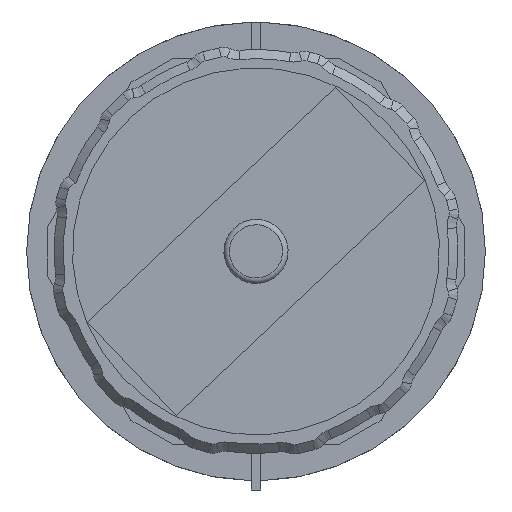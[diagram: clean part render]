
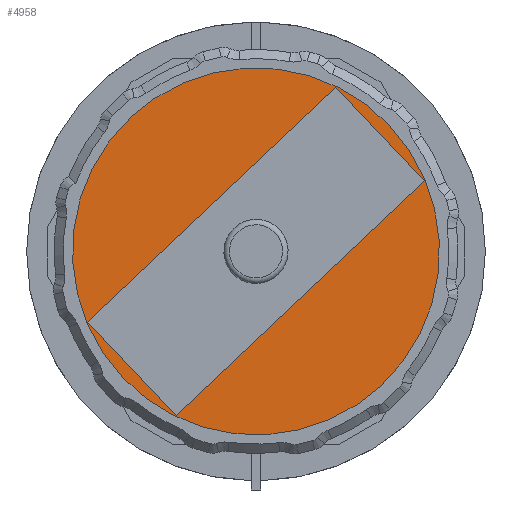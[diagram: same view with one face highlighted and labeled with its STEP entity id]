
A CAD part, front view. The second image highlights one B-rep face of the part: STEP entity #4958.
In plain terms, the highlighted planar face has unit normal (0, -1, 0).
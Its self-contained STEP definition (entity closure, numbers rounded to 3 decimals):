
#87=FACE_BOUND('',#802,.T.);
#256=PLANE('',#5579);
#509=FACE_OUTER_BOUND('',#801,.T.);
#801=EDGE_LOOP('',(#3884));
#802=EDGE_LOOP('',(#3885,#3886,#3887,#3888));
#1147=LINE('',#8034,#1556);
#1151=LINE('',#8042,#1560);
#1154=LINE('',#8048,#1563);
#1157=LINE('',#8053,#1566);
#1556=VECTOR('',#6643,10.);
#1560=VECTOR('',#6649,10.);
#1563=VECTOR('',#6654,10.);
#1566=VECTOR('',#6659,10.);
#1977=CIRCLE('',#5578,10.);
#2263=VERTEX_POINT('',#8032);
#2264=VERTEX_POINT('',#8033);
#2267=VERTEX_POINT('',#8041);
#2269=VERTEX_POINT('',#8047);
#2271=VERTEX_POINT('',#8057);
#2836=EDGE_CURVE('',#2263,#2264,#1147,.T.);
#2840=EDGE_CURVE('',#2264,#2267,#1151,.T.);
#2843=EDGE_CURVE('',#2267,#2269,#1154,.T.);
#2846=EDGE_CURVE('',#2269,#2263,#1157,.T.);
#2848=EDGE_CURVE('',#2271,#2271,#1977,.T.);
#3884=ORIENTED_EDGE('',*,*,#2848,.T.);
#3885=ORIENTED_EDGE('',*,*,#2836,.T.);
#3886=ORIENTED_EDGE('',*,*,#2840,.T.);
#3887=ORIENTED_EDGE('',*,*,#2843,.T.);
#3888=ORIENTED_EDGE('',*,*,#2846,.T.);
#4958=ADVANCED_FACE('',(#509,#87),#256,.F.);
#5578=AXIS2_PLACEMENT_3D('',#8058,#6665,#6666);
#5579=AXIS2_PLACEMENT_3D('',#8059,#6667,#6668);
#6643=DIRECTION('',(0.,0.,1.));
#6649=DIRECTION('',(1.,0.,0.));
#6654=DIRECTION('',(0.,0.,-1.));
#6659=DIRECTION('',(-1.,0.,0.));
#6665=DIRECTION('center_axis',(0.,-1.,0.));
#6666=DIRECTION('ref_axis',(-1.,0.,0.));
#6667=DIRECTION('center_axis',(0.,1.,0.));
#6668=DIRECTION('ref_axis',(0.,0.,1.));
#8032=CARTESIAN_POINT('',(-9.3,-0.2,-3.5));
#8033=CARTESIAN_POINT('',(-9.3,-0.2,3.5));
#8034=CARTESIAN_POINT('',(-9.3,-0.2,1.75));
#8041=CARTESIAN_POINT('',(9.3,-0.2,3.5));
#8042=CARTESIAN_POINT('',(4.65,-0.2,3.5));
#8047=CARTESIAN_POINT('',(9.3,-0.2,-3.5));
#8048=CARTESIAN_POINT('',(9.3,-0.2,-1.75));
#8053=CARTESIAN_POINT('',(-4.65,-0.2,-3.5));
#8057=CARTESIAN_POINT('',(10.,-0.2,0.));
#8058=CARTESIAN_POINT('Origin',(0.,-0.2,0.));
#8059=CARTESIAN_POINT('Origin',(0.,-0.2,0.));
